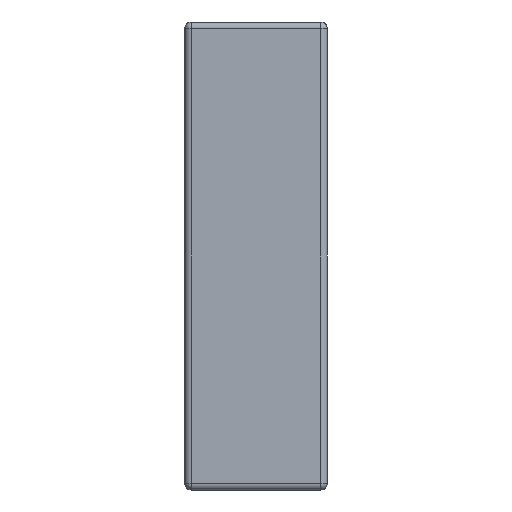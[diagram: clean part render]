
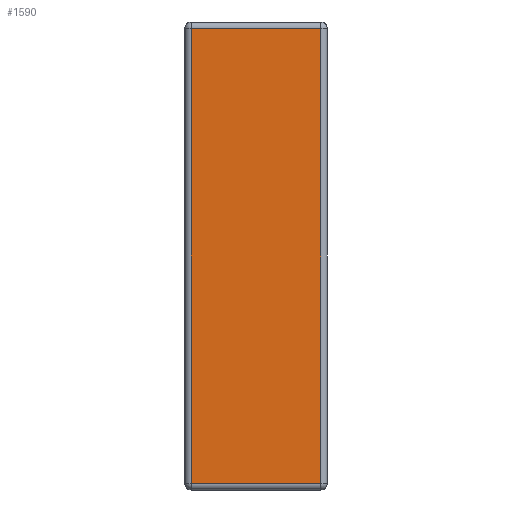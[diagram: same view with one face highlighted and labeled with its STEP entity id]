
A CAD part, left-side view. The second image highlights one B-rep face of the part: STEP entity #1590.
In plain terms, the highlighted planar face has unit normal (-1, 0, 0).
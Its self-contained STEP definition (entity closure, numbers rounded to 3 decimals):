
#97 = CARTESIAN_POINT ( 'NONE',  ( -19., 6.5, 10.36 ) ) ;
#110 = EDGE_CURVE ( 'NONE', #845, #1596, #554, .T. ) ;
#138 = VECTOR ( 'NONE', #1372, 1000. ) ;
#182 = EDGE_LOOP ( 'NONE', ( #1541, #1624, #531, #783 ) ) ;
#185 = LINE ( 'NONE', #97, #138 ) ;
#282 = CARTESIAN_POINT ( 'NONE',  ( -19., 0.3, 0. ) ) ;
#291 = DIRECTION ( 'NONE',  ( 0., 0., 1. ) ) ;
#315 = CARTESIAN_POINT ( 'NONE',  ( -19., 6.2, -10.36 ) ) ;
#337 = VERTEX_POINT ( 'NONE', #1999 ) ;
#435 = DIRECTION ( 'NONE',  ( 0., 0., 1. ) ) ;
#461 = VECTOR ( 'NONE', #1598, 1000. ) ;
#531 = ORIENTED_EDGE ( 'NONE', *, *, #1996, .T. ) ;
#554 = LINE ( 'NONE', #315, #461 ) ;
#633 = PLANE ( 'NONE',  #1799 ) ;
#751 = VERTEX_POINT ( 'NONE', #2010 ) ;
#763 = DIRECTION ( 'NONE',  ( 0., -1., 0. ) ) ;
#783 = ORIENTED_EDGE ( 'NONE', *, *, #110, .T. ) ;
#845 = VERTEX_POINT ( 'NONE', #1694 ) ;
#869 = VECTOR ( 'NONE', #763, 1000. ) ;
#1233 = CARTESIAN_POINT ( 'NONE',  ( -19., 6.5, -10.36 ) ) ;
#1252 = VECTOR ( 'NONE', #435, 1000. ) ;
#1303 = EDGE_CURVE ( 'NONE', #1596, #751, #1718, .T. ) ;
#1332 = EDGE_CURVE ( 'NONE', #751, #337, #1663, .T. ) ;
#1372 = DIRECTION ( 'NONE',  ( 0., 1., 0. ) ) ;
#1431 = FACE_OUTER_BOUND ( 'NONE', #182, .T. ) ;
#1541 = ORIENTED_EDGE ( 'NONE', *, *, #1303, .T. ) ;
#1590 = ADVANCED_FACE ( 'NONE', ( #1431 ), #633, .F. ) ;
#1596 = VERTEX_POINT ( 'NONE', #1890 ) ;
#1598 = DIRECTION ( 'NONE',  ( 0., 0., -1. ) ) ;
#1624 = ORIENTED_EDGE ( 'NONE', *, *, #1332, .T. ) ;
#1663 = LINE ( 'NONE', #282, #1252 ) ;
#1694 = CARTESIAN_POINT ( 'NONE',  ( -19., 6.2, 10.36 ) ) ;
#1718 = LINE ( 'NONE', #1233, #869 ) ;
#1799 = AXIS2_PLACEMENT_3D ( 'NONE', #2078, #1921, #291 ) ;
#1890 = CARTESIAN_POINT ( 'NONE',  ( -19., 6.2, -10.36 ) ) ;
#1921 = DIRECTION ( 'NONE',  ( 1., 0., 0. ) ) ;
#1996 = EDGE_CURVE ( 'NONE', #337, #845, #185, .T. ) ;
#1999 = CARTESIAN_POINT ( 'NONE',  ( -19., 0.3, 10.36 ) ) ;
#2010 = CARTESIAN_POINT ( 'NONE',  ( -19., 0.3, -10.36 ) ) ;
#2078 = CARTESIAN_POINT ( 'NONE',  ( -19., 6.5, 0. ) ) ;
